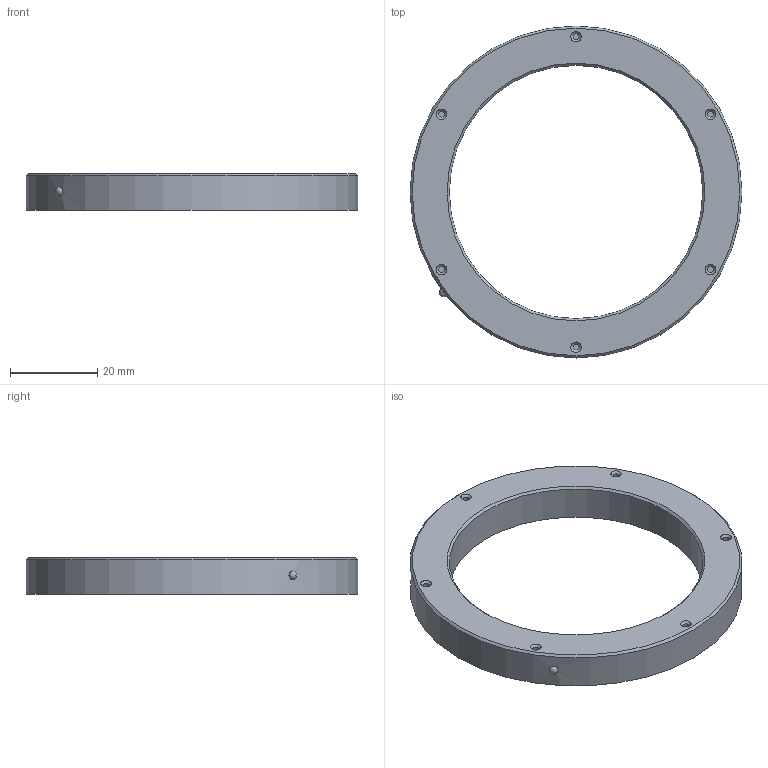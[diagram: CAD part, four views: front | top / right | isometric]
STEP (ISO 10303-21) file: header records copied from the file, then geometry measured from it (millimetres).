
FILE_DESCRIPTION(/* description */ (''),/* implementation_level */ '2;1');
FILE_NAME(/* name */ 'mountBodyBase_body_M645',/* time_stamp */ '2023-12-05T12:14:04-05:00',/* author */ ('George Moua'),/* organization */ ('Archive 663'),/* preprocessor_version */ 'ST-DEVELOPER v16.7',/* originating_system */ 'Solid Edge',/* authorisation */ 'Unknown');
FILE_SCHEMA (('AUTOMOTIVE_DESIGN {1 0 10303 214 3 1 1}'));
Length unit declared in the file: millimetre
Products named in the file (3): mountLensBase; mountLensBase_M645_oa_0; mountBodyBase_body_M645
Assembly tree (2 placements, depth 3):
  mountLensBase
    mountLensBase_M645_oa_0
      mountBodyBase_body_M645
Bounding box: 76 x 76 x 8.35 mm (x, y, z)
Volume: 15717.3 mm3; surface area: 7309.9 mm2
Topology: 1 solids, 1 shells, 25 faces, 51 edges, 34 vertices
Faces by surface type: cylinder 8, plane 8, cone 8, sphere 1
Full cylindrical faces by diameter (mm): 1.4 x6, 58 x1, 76 x1
Entity records: 583 total; most frequent: DIRECTION 104, CARTESIAN_POINT 88, AXIS2_PLACEMENT_3D 52, ORIENTED_EDGE 50, EDGE_LOOP 50, FACE_BOUND 50, EDGE_CURVE 25, VERTEX_POINT 25
